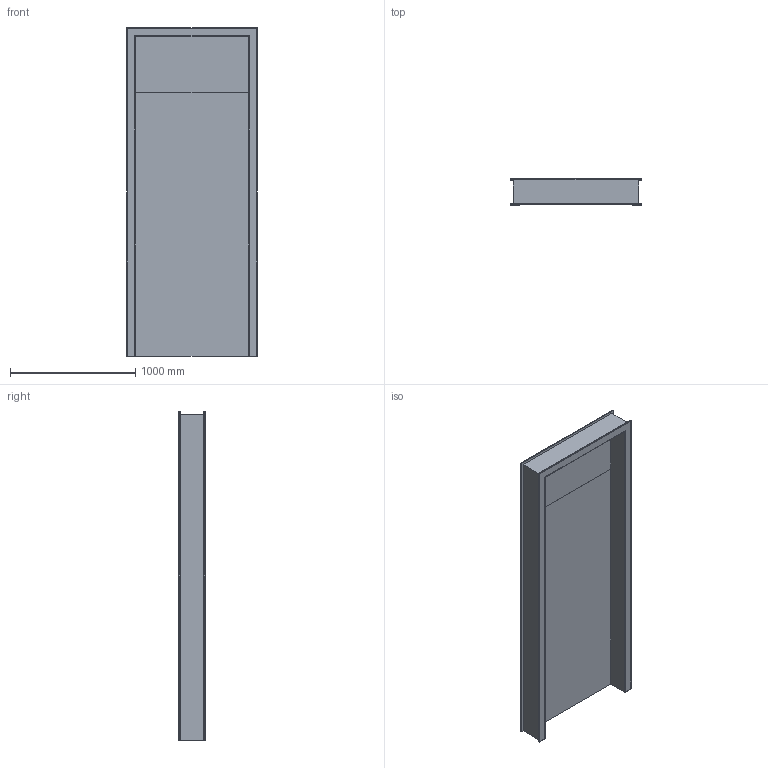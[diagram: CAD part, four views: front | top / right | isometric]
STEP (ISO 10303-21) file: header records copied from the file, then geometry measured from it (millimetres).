
FILE_DESCRIPTION(('FreeCAD Model'),'2;1');
FILE_NAME('Single door with transom and trims.step','2016-10-04T14:09:54',('Author'),(''), 'Open CASCADE STEP processor 6.8','FreeCAD','Unknown');
FILE_SCHEMA(('AUTOMOTIVE_DESIGN_CC2 { 1 2 10303 214 -1 1 5 4 }'));
Length unit declared in the file: millimetre
Products named in the file (5): ASSEMBLY; Single_door_with_transom; final_trim; Final_trim_(Mirror_#6); Trim
Assembly tree (4 placements, depth 2):
  ASSEMBLY
    Single_door_with_transom
    final_trim
    Final_trim_(Mirror_#6)
    Trim
Bounding box: 1040 x 210 x 2620 mm (x, y, z)
Volume: 162236394.1 mm3; surface area: 10769378.9 mm2
Topology: 6 solids, 6 shells, 64 faces, 148 edges, 96 vertices
Faces by surface type: plane 52, cylinder 12
Entity records: 4402 total; most frequent: CARTESIAN_POINT 1101, DIRECTION 570, LINE 404, VECTOR 404, ORIENTED_EDGE 296, PCURVE 296, DEFINITIONAL_REPRESENTATION 296, EDGE_CURVE 148
